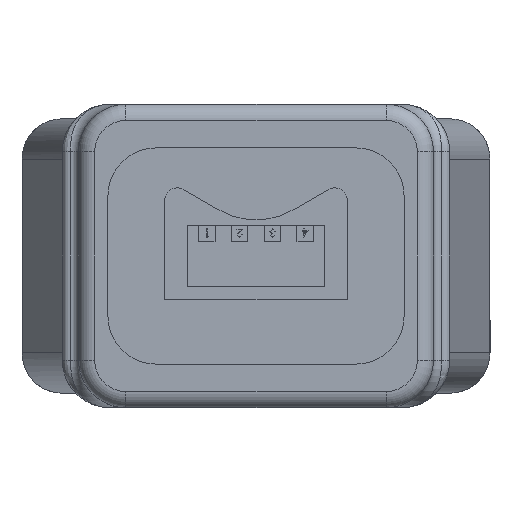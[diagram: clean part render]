
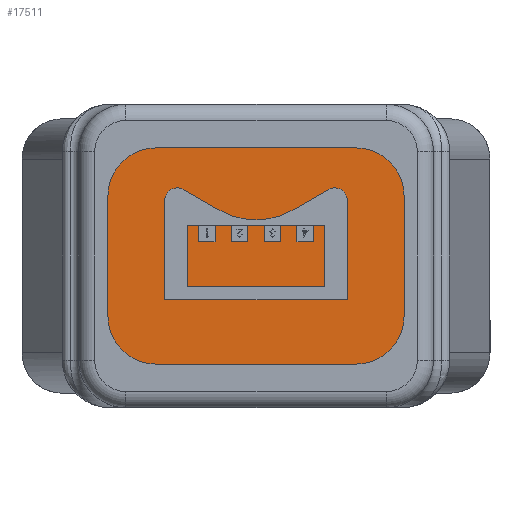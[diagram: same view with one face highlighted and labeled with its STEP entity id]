
A CAD part, left-side view. The second image highlights one B-rep face of the part: STEP entity #17511.
In plain terms, the highlighted face is planar.
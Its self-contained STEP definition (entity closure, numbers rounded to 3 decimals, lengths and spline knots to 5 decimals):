
#17458 = EDGE_CURVE ( 'NONE', #17577, #17479, #22859, .T. ) ;
#17468 = VERTEX_POINT ( 'NONE', #22907 ) ;
#17470 = EDGE_CURVE ( 'NONE', #17479, #17468, #22906, .T. ) ;
#17479 = VERTEX_POINT ( 'NONE', #22886 ) ;
#17489 = VERTEX_POINT ( 'NONE', #22932 ) ;
#17493 = EDGE_CURVE ( 'NONE', #17489, #17589, #22927, .T. ) ;
#17500 = VERTEX_POINT ( 'NONE', #22913 ) ;
#17502 = EDGE_CURVE ( 'NONE', #17589, #17500, #22973, .T. ) ;
#17509 = EDGE_CURVE ( 'NONE', #17500, #17580, #22963, .T. ) ;
#17511 = ADVANCED_FACE ( 'NONE', ( #22959 ), #22958, .T. ) ;
#17512 = EDGE_LOOP ( 'NONE', ( #17513, #17514, #17515, #17571, #17572, #17573, #17574, #17575 ) ) ;
#17513 = ORIENTED_EDGE ( 'NONE', *, *, #17579, .T. ) ;
#17514 = ORIENTED_EDGE ( 'NONE', *, *, #17458, .T. ) ;
#17515 = ORIENTED_EDGE ( 'NONE', *, *, #17470, .T. ) ;
#17571 = ORIENTED_EDGE ( 'NONE', *, *, #17595, .T. ) ;
#17572 = ORIENTED_EDGE ( 'NONE', *, *, #17582, .T. ) ;
#17573 = ORIENTED_EDGE ( 'NONE', *, *, #17493, .T. ) ;
#17574 = ORIENTED_EDGE ( 'NONE', *, *, #17502, .T. ) ;
#17575 = ORIENTED_EDGE ( 'NONE', *, *, #17509, .T. ) ;
#17577 = VERTEX_POINT ( 'NONE', #33368 ) ;
#17579 = EDGE_CURVE ( 'NONE', #17580, #17577, #33448, .T. ) ;
#17580 = VERTEX_POINT ( 'NONE', #33443 ) ;
#17582 = EDGE_CURVE ( 'NONE', #17593, #17489, #33442, .T. ) ;
#17589 = VERTEX_POINT ( 'NONE', #33425 ) ;
#17593 = VERTEX_POINT ( 'NONE', #33416 ) ;
#17595 = EDGE_CURVE ( 'NONE', #17468, #17593, #33415, .T. ) ;
#22856 = DIRECTION ( 'NONE',  ( 0., 1., 0. ) ) ;
#22857 = VECTOR ( 'NONE', #22856, 39.37008 ) ;
#22858 = CARTESIAN_POINT ( 'NONE',  ( -0.18071, -0.07283, -0.57087 ) ) ;
#22859 = LINE ( 'NONE', #22858, #22857 ) ;
#22886 = CARTESIAN_POINT ( 'NONE',  ( -0.18071, 0.07283, -0.57087 ) ) ;
#22902 = DIRECTION ( 'NONE',  ( -1., 0., 0. ) ) ;
#22903 = DIRECTION ( 'NONE',  ( 0., 0., -1. ) ) ;
#22904 = CARTESIAN_POINT ( 'NONE',  ( -0.12165, 0.07283, -0.57087 ) ) ;
#22905 = AXIS2_PLACEMENT_3D ( 'NONE', #22904, #22903, #22902 ) ;
#22906 = CIRCLE ( 'NONE', #22905, 0.05906 ) ;
#22907 = CARTESIAN_POINT ( 'NONE',  ( -0.12165, 0.13189, -0.57087 ) ) ;
#22913 = CARTESIAN_POINT ( 'NONE',  ( 0.12165, -0.13189, -0.57087 ) ) ;
#22924 = DIRECTION ( 'NONE',  ( 0., -1., 0. ) ) ;
#22925 = VECTOR ( 'NONE', #22924, 39.37008 ) ;
#22926 = CARTESIAN_POINT ( 'NONE',  ( 0.18071, -0.07283, -0.57087 ) ) ;
#22927 = LINE ( 'NONE', #22926, #22925 ) ;
#22932 = CARTESIAN_POINT ( 'NONE',  ( 0.18071, 0.07283, -0.57087 ) ) ;
#22954 = DIRECTION ( 'NONE',  ( -1., 0., 0. ) ) ;
#22955 = DIRECTION ( 'NONE',  ( 0., 0., -1. ) ) ;
#22956 = CARTESIAN_POINT ( 'NONE',  ( -0.12165, -0.07283, -0.57087 ) ) ;
#22957 = AXIS2_PLACEMENT_3D ( 'NONE', #22956, #22955, #22954 ) ;
#22958 = PLANE ( 'NONE',  #22957 ) ;
#22959 = FACE_OUTER_BOUND ( 'NONE', #17512, .T. ) ;
#22960 = DIRECTION ( 'NONE',  ( -1., 0., 0. ) ) ;
#22961 = VECTOR ( 'NONE', #22960, 39.37008 ) ;
#22962 = CARTESIAN_POINT ( 'NONE',  ( -0.12165, -0.13189, -0.57087 ) ) ;
#22963 = LINE ( 'NONE', #22962, #22961 ) ;
#22969 = DIRECTION ( 'NONE',  ( 1., 0., 0. ) ) ;
#22970 = DIRECTION ( 'NONE',  ( 0., 0., -1. ) ) ;
#22971 = CARTESIAN_POINT ( 'NONE',  ( 0.12165, -0.07283, -0.57087 ) ) ;
#22972 = AXIS2_PLACEMENT_3D ( 'NONE', #22971, #22970, #22969 ) ;
#22973 = CIRCLE ( 'NONE', #22972, 0.05906 ) ;
#33368 = CARTESIAN_POINT ( 'NONE',  ( -0.18071, -0.07283, -0.57087 ) ) ;
#33412 = DIRECTION ( 'NONE',  ( 1., 0., 0. ) ) ;
#33413 = VECTOR ( 'NONE', #33412, 39.37008 ) ;
#33414 = CARTESIAN_POINT ( 'NONE',  ( -0.12165, 0.13189, -0.57087 ) ) ;
#33415 = LINE ( 'NONE', #33414, #33413 ) ;
#33416 = CARTESIAN_POINT ( 'NONE',  ( 0.12165, 0.13189, -0.57087 ) ) ;
#33425 = CARTESIAN_POINT ( 'NONE',  ( 0.18071, -0.07283, -0.57087 ) ) ;
#33438 = DIRECTION ( 'NONE',  ( -1., 0., 0. ) ) ;
#33439 = DIRECTION ( 'NONE',  ( 0., 0., -1. ) ) ;
#33440 = CARTESIAN_POINT ( 'NONE',  ( 0.12165, 0.07283, -0.57087 ) ) ;
#33441 = AXIS2_PLACEMENT_3D ( 'NONE', #33440, #33439, #33438 ) ;
#33442 = CIRCLE ( 'NONE', #33441, 0.05906 ) ;
#33443 = CARTESIAN_POINT ( 'NONE',  ( -0.12165, -0.13189, -0.57087 ) ) ;
#33444 = DIRECTION ( 'NONE',  ( -1., 0., 0. ) ) ;
#33445 = DIRECTION ( 'NONE',  ( 0., 0., -1. ) ) ;
#33446 = CARTESIAN_POINT ( 'NONE',  ( -0.12165, -0.07283, -0.57087 ) ) ;
#33447 = AXIS2_PLACEMENT_3D ( 'NONE', #33446, #33445, #33444 ) ;
#33448 = CIRCLE ( 'NONE', #33447, 0.05906 ) ;
